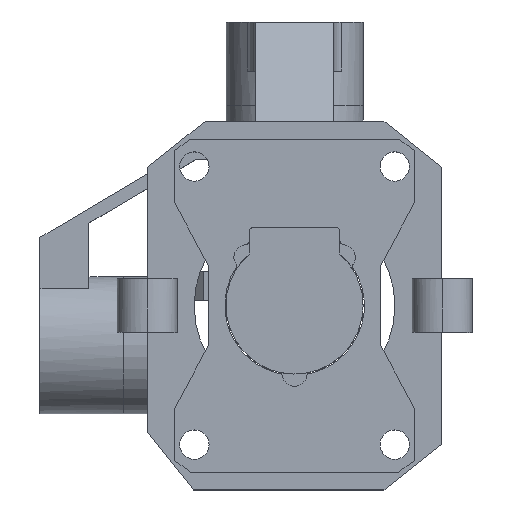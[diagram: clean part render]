
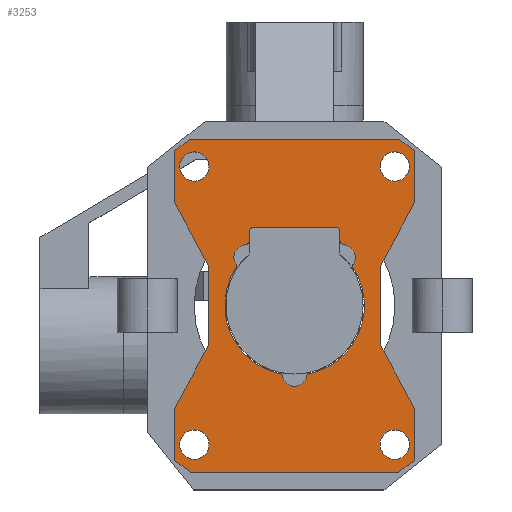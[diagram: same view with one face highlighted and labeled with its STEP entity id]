
A CAD part, top view. The second image highlights one B-rep face of the part: STEP entity #3253.
In plain terms, the highlighted planar face has unit normal (0, 0, 1).
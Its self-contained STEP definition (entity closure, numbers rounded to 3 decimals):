
#70=FACE_BOUND('',#503,.T.);
#71=FACE_BOUND('',#504,.T.);
#72=FACE_BOUND('',#505,.T.);
#73=FACE_BOUND('',#506,.T.);
#74=FACE_BOUND('',#507,.T.);
#119=CIRCLE('',#3484,1.);
#121=CIRCLE('',#3487,14.25);
#123=CIRCLE('',#3490,1.);
#125=CIRCLE('',#3493,2.5);
#127=CIRCLE('',#3496,1.);
#129=CIRCLE('',#3500,1.);
#131=CIRCLE('',#3504,1.);
#133=CIRCLE('',#3508,1.);
#135=CIRCLE('',#3511,2.5);
#138=CIRCLE('',#3515,3.);
#140=CIRCLE('',#3518,3.);
#142=CIRCLE('',#3521,3.);
#144=CIRCLE('',#3524,3.);
#318=FACE_OUTER_BOUND('',#502,.T.);
#502=EDGE_LOOP('',(#2423,#2424,#2425,#2426,#2427,#2428,#2429,#2430,#2431,
#2432,#2433,#2434,#2435,#2436,#2437,#2438));
#503=EDGE_LOOP('',(#2439));
#504=EDGE_LOOP('',(#2440));
#505=EDGE_LOOP('',(#2441));
#506=EDGE_LOOP('',(#2442));
#507=EDGE_LOOP('',(#2443,#2444,#2445,#2446,#2447,#2448,#2449,#2450,#2451,
#2452,#2453,#2454));
#685=LINE('',#4856,#1033);
#689=LINE('',#4868,#1037);
#693=LINE('',#4880,#1041);
#701=LINE('',#4920,#1049);
#705=LINE('',#4928,#1053);
#708=LINE('',#4934,#1056);
#711=LINE('',#4940,#1059);
#714=LINE('',#4946,#1062);
#717=LINE('',#4952,#1065);
#720=LINE('',#4958,#1068);
#723=LINE('',#4964,#1071);
#726=LINE('',#4970,#1074);
#729=LINE('',#4976,#1077);
#732=LINE('',#4982,#1080);
#735=LINE('',#4988,#1083);
#738=LINE('',#4994,#1086);
#741=LINE('',#5000,#1089);
#744=LINE('',#5006,#1092);
#747=LINE('',#5011,#1095);
#1033=VECTOR('',#3923,10.);
#1037=VECTOR('',#3935,10.);
#1041=VECTOR('',#3947,10.);
#1049=VECTOR('',#3993,10.);
#1053=VECTOR('',#3999,10.);
#1056=VECTOR('',#4004,10.);
#1059=VECTOR('',#4009,10.);
#1062=VECTOR('',#4014,10.);
#1065=VECTOR('',#4019,10.);
#1068=VECTOR('',#4024,10.);
#1071=VECTOR('',#4029,10.);
#1074=VECTOR('',#4034,10.);
#1077=VECTOR('',#4039,10.);
#1080=VECTOR('',#4044,10.);
#1083=VECTOR('',#4049,10.);
#1086=VECTOR('',#4054,10.);
#1089=VECTOR('',#4059,10.);
#1092=VECTOR('',#4064,10.);
#1095=VECTOR('',#4069,10.);
#1380=VERTEX_POINT('',#4822);
#1381=VERTEX_POINT('',#4823);
#1384=VERTEX_POINT('',#4831);
#1386=VERTEX_POINT('',#4837);
#1388=VERTEX_POINT('',#4843);
#1390=VERTEX_POINT('',#4849);
#1392=VERTEX_POINT('',#4855);
#1394=VERTEX_POINT('',#4861);
#1396=VERTEX_POINT('',#4867);
#1398=VERTEX_POINT('',#4873);
#1400=VERTEX_POINT('',#4879);
#1402=VERTEX_POINT('',#4885);
#1405=VERTEX_POINT('',#4896);
#1407=VERTEX_POINT('',#4902);
#1409=VERTEX_POINT('',#4908);
#1411=VERTEX_POINT('',#4914);
#1412=VERTEX_POINT('',#4918);
#1413=VERTEX_POINT('',#4919);
#1416=VERTEX_POINT('',#4927);
#1418=VERTEX_POINT('',#4933);
#1420=VERTEX_POINT('',#4939);
#1422=VERTEX_POINT('',#4945);
#1424=VERTEX_POINT('',#4951);
#1426=VERTEX_POINT('',#4957);
#1428=VERTEX_POINT('',#4963);
#1430=VERTEX_POINT('',#4969);
#1432=VERTEX_POINT('',#4975);
#1434=VERTEX_POINT('',#4981);
#1436=VERTEX_POINT('',#4987);
#1438=VERTEX_POINT('',#4993);
#1440=VERTEX_POINT('',#4999);
#1442=VERTEX_POINT('',#5005);
#1718=EDGE_CURVE('',#1380,#1381,#119,.T.);
#1722=EDGE_CURVE('',#1384,#1380,#121,.T.);
#1725=EDGE_CURVE('',#1386,#1384,#123,.T.);
#1728=EDGE_CURVE('',#1388,#1386,#125,.T.);
#1731=EDGE_CURVE('',#1390,#1388,#127,.T.);
#1734=EDGE_CURVE('',#1392,#1390,#685,.T.);
#1737=EDGE_CURVE('',#1394,#1392,#129,.T.);
#1740=EDGE_CURVE('',#1396,#1394,#689,.T.);
#1743=EDGE_CURVE('',#1398,#1396,#131,.T.);
#1746=EDGE_CURVE('',#1400,#1398,#693,.T.);
#1749=EDGE_CURVE('',#1402,#1400,#133,.T.);
#1752=EDGE_CURVE('',#1381,#1402,#135,.T.);
#1756=EDGE_CURVE('',#1405,#1405,#138,.T.);
#1759=EDGE_CURVE('',#1407,#1407,#140,.T.);
#1762=EDGE_CURVE('',#1409,#1409,#142,.T.);
#1765=EDGE_CURVE('',#1411,#1411,#144,.T.);
#1766=EDGE_CURVE('',#1412,#1413,#701,.T.);
#1770=EDGE_CURVE('',#1416,#1413,#705,.T.);
#1773=EDGE_CURVE('',#1418,#1416,#708,.T.);
#1776=EDGE_CURVE('',#1418,#1420,#711,.T.);
#1779=EDGE_CURVE('',#1422,#1420,#714,.T.);
#1782=EDGE_CURVE('',#1424,#1422,#717,.T.);
#1785=EDGE_CURVE('',#1426,#1424,#720,.T.);
#1788=EDGE_CURVE('',#1426,#1428,#723,.T.);
#1791=EDGE_CURVE('',#1428,#1430,#726,.T.);
#1794=EDGE_CURVE('',#1432,#1430,#729,.T.);
#1797=EDGE_CURVE('',#1434,#1432,#732,.T.);
#1800=EDGE_CURVE('',#1434,#1436,#735,.T.);
#1803=EDGE_CURVE('',#1438,#1436,#738,.T.);
#1806=EDGE_CURVE('',#1440,#1438,#741,.T.);
#1809=EDGE_CURVE('',#1442,#1440,#744,.T.);
#1812=EDGE_CURVE('',#1442,#1412,#747,.T.);
#2423=ORIENTED_EDGE('',*,*,#1812,.T.);
#2424=ORIENTED_EDGE('',*,*,#1766,.T.);
#2425=ORIENTED_EDGE('',*,*,#1770,.F.);
#2426=ORIENTED_EDGE('',*,*,#1773,.F.);
#2427=ORIENTED_EDGE('',*,*,#1776,.T.);
#2428=ORIENTED_EDGE('',*,*,#1779,.F.);
#2429=ORIENTED_EDGE('',*,*,#1782,.F.);
#2430=ORIENTED_EDGE('',*,*,#1785,.F.);
#2431=ORIENTED_EDGE('',*,*,#1788,.T.);
#2432=ORIENTED_EDGE('',*,*,#1791,.T.);
#2433=ORIENTED_EDGE('',*,*,#1794,.F.);
#2434=ORIENTED_EDGE('',*,*,#1797,.F.);
#2435=ORIENTED_EDGE('',*,*,#1800,.T.);
#2436=ORIENTED_EDGE('',*,*,#1803,.F.);
#2437=ORIENTED_EDGE('',*,*,#1806,.F.);
#2438=ORIENTED_EDGE('',*,*,#1809,.F.);
#2439=ORIENTED_EDGE('',*,*,#1765,.F.);
#2440=ORIENTED_EDGE('',*,*,#1762,.F.);
#2441=ORIENTED_EDGE('',*,*,#1759,.F.);
#2442=ORIENTED_EDGE('',*,*,#1756,.F.);
#2443=ORIENTED_EDGE('',*,*,#1752,.F.);
#2444=ORIENTED_EDGE('',*,*,#1718,.F.);
#2445=ORIENTED_EDGE('',*,*,#1722,.F.);
#2446=ORIENTED_EDGE('',*,*,#1725,.F.);
#2447=ORIENTED_EDGE('',*,*,#1728,.F.);
#2448=ORIENTED_EDGE('',*,*,#1731,.F.);
#2449=ORIENTED_EDGE('',*,*,#1734,.F.);
#2450=ORIENTED_EDGE('',*,*,#1737,.F.);
#2451=ORIENTED_EDGE('',*,*,#1740,.F.);
#2452=ORIENTED_EDGE('',*,*,#1743,.F.);
#2453=ORIENTED_EDGE('',*,*,#1746,.F.);
#2454=ORIENTED_EDGE('',*,*,#1749,.F.);
#3105=PLANE('',#3542);
#3253=ADVANCED_FACE('',(#318,#70,#71,#72,#73,#74),#3105,.F.);
#3484=AXIS2_PLACEMENT_3D('',#4824,#3887,#3888);
#3487=AXIS2_PLACEMENT_3D('',#4832,#3895,#3896);
#3490=AXIS2_PLACEMENT_3D('',#4838,#3902,#3903);
#3493=AXIS2_PLACEMENT_3D('',#4844,#3909,#3910);
#3496=AXIS2_PLACEMENT_3D('',#4850,#3916,#3917);
#3500=AXIS2_PLACEMENT_3D('',#4862,#3928,#3929);
#3504=AXIS2_PLACEMENT_3D('',#4874,#3940,#3941);
#3508=AXIS2_PLACEMENT_3D('',#4886,#3952,#3953);
#3511=AXIS2_PLACEMENT_3D('',#4891,#3959,#3960);
#3515=AXIS2_PLACEMENT_3D('',#4898,#3968,#3969);
#3518=AXIS2_PLACEMENT_3D('',#4904,#3975,#3976);
#3521=AXIS2_PLACEMENT_3D('',#4910,#3982,#3983);
#3524=AXIS2_PLACEMENT_3D('',#4916,#3989,#3990);
#3542=AXIS2_PLACEMENT_3D('',#5014,#4073,#4074);
#3887=DIRECTION('center_axis',(0.,0.,-1.));
#3888=DIRECTION('ref_axis',(-0.851,-0.526,0.));
#3895=DIRECTION('center_axis',(0.,0.,1.));
#3896=DIRECTION('ref_axis',(-1.,0.,0.));
#3902=DIRECTION('center_axis',(0.,0.,-1.));
#3903=DIRECTION('ref_axis',(0.818,0.576,0.));
#3909=DIRECTION('center_axis',(0.,0.,1.));
#3910=DIRECTION('ref_axis',(-0.818,-0.576,0.));
#3916=DIRECTION('center_axis',(0.,0.,-1.));
#3917=DIRECTION('ref_axis',(1.,0.,0.));
#3923=DIRECTION('',(0.,-1.,0.));
#3928=DIRECTION('center_axis',(0.,0.,1.));
#3929=DIRECTION('ref_axis',(-1.,0.,0.));
#3935=DIRECTION('',(-1.,0.,0.));
#3940=DIRECTION('center_axis',(0.,0.,1.));
#3941=DIRECTION('ref_axis',(0.,1.,0.));
#3947=DIRECTION('',(0.,1.,0.));
#3952=DIRECTION('center_axis',(0.,0.,-1.));
#3953=DIRECTION('ref_axis',(-0.1,-0.995,0.));
#3959=DIRECTION('center_axis',(0.,0.,1.));
#3960=DIRECTION('ref_axis',(0.1,0.995,0.));
#3968=DIRECTION('center_axis',(0.,0.,1.));
#3969=DIRECTION('ref_axis',(-1.,0.,0.));
#3975=DIRECTION('center_axis',(0.,0.,1.));
#3976=DIRECTION('ref_axis',(-1.,0.,0.));
#3982=DIRECTION('center_axis',(0.,0.,1.));
#3983=DIRECTION('ref_axis',(-1.,0.,0.));
#3989=DIRECTION('center_axis',(0.,0.,1.));
#3990=DIRECTION('ref_axis',(-1.,0.,0.));
#3993=DIRECTION('',(0.,1.,0.));
#3999=DIRECTION('',(-0.474,-0.88,0.));
#4004=DIRECTION('',(0.,-1.,0.));
#4009=DIRECTION('',(-0.811,0.585,0.));
#4014=DIRECTION('',(1.,0.,0.));
#4019=DIRECTION('',(0.811,0.585,0.));
#4024=DIRECTION('',(0.,1.,0.));
#4029=DIRECTION('',(0.474,-0.88,0.));
#4034=DIRECTION('',(0.,-1.,0.));
#4039=DIRECTION('',(0.474,0.88,0.));
#4044=DIRECTION('',(0.,1.,0.));
#4049=DIRECTION('',(0.811,-0.585,0.));
#4054=DIRECTION('',(-1.,0.,0.));
#4059=DIRECTION('',(-0.811,-0.585,0.));
#4064=DIRECTION('',(0.,-1.,0.));
#4069=DIRECTION('',(-0.474,0.88,0.));
#4073=DIRECTION('center_axis',(0.,0.,-1.));
#4074=DIRECTION('ref_axis',(-1.,0.,0.));
#4822=CARTESIAN_POINT('',(11.772,8.03,0.));
#4823=CARTESIAN_POINT('',(11.943,8.46,0.));
#4824=CARTESIAN_POINT('Origin',(12.761,7.884,0.));
#4831=CARTESIAN_POINT('',(-11.772,8.03,0.));
#4832=CARTESIAN_POINT('Origin',(0.,0.,0.));
#4837=CARTESIAN_POINT('',(-11.943,8.46,0.));
#4838=CARTESIAN_POINT('Origin',(-12.761,7.884,0.));
#4843=CARTESIAN_POINT('',(-10.15,12.387,0.));
#4844=CARTESIAN_POINT('Origin',(-9.899,9.899,0.));
#4849=CARTESIAN_POINT('',(-9.25,13.382,0.));
#4850=CARTESIAN_POINT('Origin',(-10.25,13.382,0.));
#4855=CARTESIAN_POINT('',(-9.25,15.,0.));
#4856=CARTESIAN_POINT('',(-9.25,13.382,0.));
#4861=CARTESIAN_POINT('',(-8.25,16.,0.));
#4862=CARTESIAN_POINT('Origin',(-8.25,15.,0.));
#4867=CARTESIAN_POINT('',(8.25,16.,0.));
#4868=CARTESIAN_POINT('',(-8.25,16.,0.));
#4873=CARTESIAN_POINT('',(9.25,15.,0.));
#4874=CARTESIAN_POINT('Origin',(8.25,15.,0.));
#4879=CARTESIAN_POINT('',(9.25,13.382,0.));
#4880=CARTESIAN_POINT('',(9.25,15.,0.));
#4885=CARTESIAN_POINT('',(10.15,12.387,0.));
#4886=CARTESIAN_POINT('Origin',(10.25,13.382,0.));
#4891=CARTESIAN_POINT('Origin',(9.899,9.899,0.));
#4896=CARTESIAN_POINT('',(23.465,-28.4,0.));
#4898=CARTESIAN_POINT('Origin',(20.465,-28.4,0.));
#4902=CARTESIAN_POINT('',(-17.465,-28.4,0.));
#4904=CARTESIAN_POINT('Origin',(-20.465,-28.4,0.));
#4908=CARTESIAN_POINT('',(-17.465,28.4,0.));
#4910=CARTESIAN_POINT('Origin',(-20.465,28.4,0.));
#4914=CARTESIAN_POINT('',(23.465,28.4,0.));
#4916=CARTESIAN_POINT('Origin',(20.465,28.4,0.));
#4918=CARTESIAN_POINT('',(17.5,-8.,0.));
#4919=CARTESIAN_POINT('',(17.5,8.,0.));
#4920=CARTESIAN_POINT('',(17.5,-8.,0.));
#4927=CARTESIAN_POINT('',(24.5,21.,0.));
#4928=CARTESIAN_POINT('',(24.5,21.,0.));
#4933=CARTESIAN_POINT('',(24.5,31.662,0.));
#4934=CARTESIAN_POINT('',(24.5,34.,0.));
#4939=CARTESIAN_POINT('',(21.255,34.,0.));
#4940=CARTESIAN_POINT('',(24.5,31.662,0.));
#4945=CARTESIAN_POINT('',(-21.255,34.,0.));
#4946=CARTESIAN_POINT('',(-24.5,34.,0.));
#4951=CARTESIAN_POINT('',(-24.5,31.662,0.));
#4952=CARTESIAN_POINT('',(-24.5,31.662,0.));
#4957=CARTESIAN_POINT('',(-24.5,21.,0.));
#4958=CARTESIAN_POINT('',(-24.5,21.,0.));
#4963=CARTESIAN_POINT('',(-17.5,8.,0.));
#4964=CARTESIAN_POINT('',(-24.5,21.,0.));
#4969=CARTESIAN_POINT('',(-17.5,-8.,0.));
#4970=CARTESIAN_POINT('',(-17.5,8.,0.));
#4975=CARTESIAN_POINT('',(-24.5,-21.,0.));
#4976=CARTESIAN_POINT('',(-24.5,-21.,0.));
#4981=CARTESIAN_POINT('',(-24.5,-31.662,0.));
#4982=CARTESIAN_POINT('',(-24.5,-34.,0.));
#4987=CARTESIAN_POINT('',(-21.255,-34.,0.));
#4988=CARTESIAN_POINT('',(-24.5,-31.662,0.));
#4993=CARTESIAN_POINT('',(21.255,-34.,0.));
#4994=CARTESIAN_POINT('',(24.5,-34.,0.));
#4999=CARTESIAN_POINT('',(24.5,-31.662,0.));
#5000=CARTESIAN_POINT('',(24.5,-31.662,0.));
#5005=CARTESIAN_POINT('',(24.5,-21.,0.));
#5006=CARTESIAN_POINT('',(24.5,-21.,0.));
#5011=CARTESIAN_POINT('',(24.5,-21.,0.));
#5014=CARTESIAN_POINT('Origin',(0.,0.,0.));
